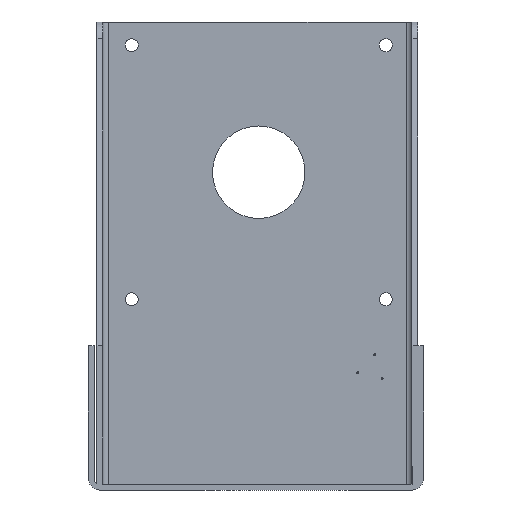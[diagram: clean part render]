
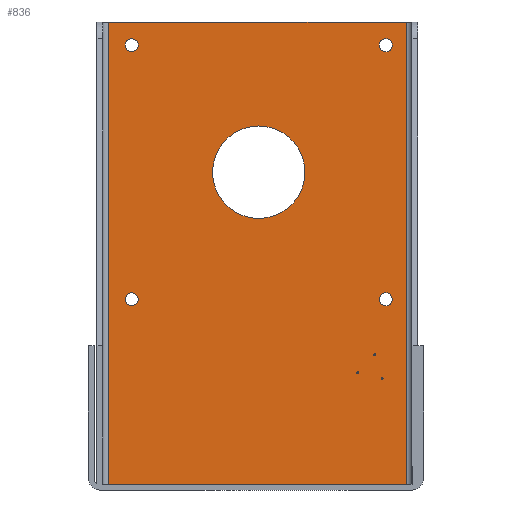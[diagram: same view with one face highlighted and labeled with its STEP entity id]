
A CAD part, front view. The second image highlights one B-rep face of the part: STEP entity #836.
In plain terms, the highlighted planar face has unit normal (0, -1, 0).
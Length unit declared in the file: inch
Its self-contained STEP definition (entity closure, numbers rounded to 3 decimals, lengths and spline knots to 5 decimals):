
#589=CARTESIAN_POINT('',(11.5297,4.7643,4.82402));
#590=VERTEX_POINT('',#589);
#591=CARTESIAN_POINT('',(11.5722,4.7643,4.82402));
#592=DIRECTION('',(0.0,1.0,0.0));
#593=DIRECTION('',(1.0,0.0,0.0));
#594=AXIS2_PLACEMENT_3D('',#591,#592,#593);
#595=CIRCLE('',#594,0.0425);
#596=EDGE_CURVE('',#590,#590,#595,.T.);
#609=CARTESIAN_POINT('',(11.21258,4.7643,5.85906));
#610=VERTEX_POINT('',#609);
#611=CARTESIAN_POINT('',(11.25508,4.7643,5.85906));
#612=DIRECTION('',(0.0,1.0,0.0));
#613=DIRECTION('',(1.0,0.0,0.0));
#614=AXIS2_PLACEMENT_3D('',#611,#612,#613);
#615=CIRCLE('',#614,0.0425);
#616=EDGE_CURVE('',#610,#610,#615,.T.);
#637=CARTESIAN_POINT('',(10.47477,4.7643,5.06691));
#638=VERTEX_POINT('',#637);
#639=CARTESIAN_POINT('',(10.51727,4.7643,5.06691));
#640=DIRECTION('',(0.0,1.0,0.0));
#641=DIRECTION('',(1.0,0.0,0.0));
#642=AXIS2_PLACEMENT_3D('',#639,#640,#641);
#643=CIRCLE('',#642,0.0425);
#644=EDGE_CURVE('',#638,#638,#643,.T.);
#657=CARTESIAN_POINT('',(11.4536,4.7643,8.25));
#658=VERTEX_POINT('',#657);
#659=CARTESIAN_POINT('',(11.73485,4.7643,8.25));
#660=DIRECTION('',(0.0,1.0,0.0));
#661=DIRECTION('',(1.0,0.0,0.0));
#662=AXIS2_PLACEMENT_3D('',#659,#660,#661);
#663=CIRCLE('',#662,0.28125);
#664=EDGE_CURVE('',#658,#658,#663,.T.);
#677=CARTESIAN_POINT('',(0.4536,4.7643,19.25));
#678=VERTEX_POINT('',#677);
#679=CARTESIAN_POINT('',(0.73485,4.7643,19.25));
#680=DIRECTION('',(0.0,1.0,0.0));
#681=DIRECTION('',(1.0,0.0,0.0));
#682=AXIS2_PLACEMENT_3D('',#679,#680,#681);
#683=CIRCLE('',#682,0.28125);
#684=EDGE_CURVE('',#678,#678,#683,.T.);
#697=CARTESIAN_POINT('',(0.4536,4.7643,8.25));
#698=VERTEX_POINT('',#697);
#699=CARTESIAN_POINT('',(0.73485,4.7643,8.25));
#700=DIRECTION('',(0.0,1.0,0.0));
#701=DIRECTION('',(1.0,0.0,0.0));
#702=AXIS2_PLACEMENT_3D('',#699,#700,#701);
#703=CIRCLE('',#702,0.28125);
#704=EDGE_CURVE('',#698,#698,#703,.T.);
#717=CARTESIAN_POINT('',(11.4536,4.7643,19.25));
#718=VERTEX_POINT('',#717);
#719=CARTESIAN_POINT('',(11.73485,4.7643,19.25));
#720=DIRECTION('',(0.0,1.0,0.0));
#721=DIRECTION('',(1.0,0.0,0.0));
#722=AXIS2_PLACEMENT_3D('',#719,#720,#721);
#723=CIRCLE('',#722,0.28125);
#724=EDGE_CURVE('',#718,#718,#723,.T.);
#747=CARTESIAN_POINT('',(12.61485,4.7643,20.25));
#748=VERTEX_POINT('',#747);
#756=CARTESIAN_POINT('',(12.61485,4.7643,0.25));
#757=VERTEX_POINT('',#756);
#758=CARTESIAN_POINT('',(12.61485,4.7643,0.25));
#759=DIRECTION('',(0.0,0.0,1.0));
#760=VECTOR('',#759,20.);
#761=LINE('',#758,#760);
#762=EDGE_CURVE('',#757,#748,#761,.T.);
#774=CARTESIAN_POINT('',(6.17485,4.7643,10.25));
#775=DIRECTION('',(0.0,-1.0,0.0));
#776=DIRECTION('',(-1.0,0.0,0.0));
#777=AXIS2_PLACEMENT_3D('',#774,#775,#776);
#778=PLANE('',#777);
#779=ORIENTED_EDGE('',*,*,#762,.T.);
#780=CARTESIAN_POINT('',(-0.26515,4.7643,20.25));
#781=VERTEX_POINT('',#780);
#782=CARTESIAN_POINT('',(-0.26515,4.7643,20.25));
#783=DIRECTION('',(1.0,0.0,0.0));
#784=VECTOR('',#783,12.88);
#785=LINE('',#782,#784);
#786=EDGE_CURVE('',#781,#748,#785,.T.);
#787=ORIENTED_EDGE('',*,*,#786,.F.);
#788=CARTESIAN_POINT('',(-0.26515,4.7643,0.25));
#789=VERTEX_POINT('',#788);
#790=CARTESIAN_POINT('',(-0.26515,4.7643,20.25));
#791=DIRECTION('',(0.0,0.0,-1.0));
#792=VECTOR('',#791,20.);
#793=LINE('',#790,#792);
#794=EDGE_CURVE('',#781,#789,#793,.T.);
#795=ORIENTED_EDGE('',*,*,#794,.T.);
#796=CARTESIAN_POINT('',(12.61485,4.7643,0.25));
#797=DIRECTION('',(-1.0,0.0,0.0));
#798=VECTOR('',#797,12.88);
#799=LINE('',#796,#798);
#800=EDGE_CURVE('',#757,#789,#799,.T.);
#801=ORIENTED_EDGE('',*,*,#800,.F.);
#802=EDGE_LOOP('',(#779,#787,#795,#801));
#803=FACE_OUTER_BOUND('',#802,.T.);
#804=ORIENTED_EDGE('',*,*,#596,.T.);
#805=EDGE_LOOP('',(#804));
#806=FACE_BOUND('',#805,.T.);
#807=ORIENTED_EDGE('',*,*,#616,.T.);
#808=EDGE_LOOP('',(#807));
#809=FACE_BOUND('',#808,.T.);
#810=ORIENTED_EDGE('',*,*,#644,.T.);
#811=EDGE_LOOP('',(#810));
#812=FACE_BOUND('',#811,.T.);
#813=ORIENTED_EDGE('',*,*,#664,.T.);
#814=EDGE_LOOP('',(#813));
#815=FACE_BOUND('',#814,.T.);
#816=ORIENTED_EDGE('',*,*,#684,.T.);
#817=EDGE_LOOP('',(#816));
#818=FACE_BOUND('',#817,.T.);
#819=ORIENTED_EDGE('',*,*,#704,.T.);
#820=EDGE_LOOP('',(#819));
#821=FACE_BOUND('',#820,.T.);
#822=ORIENTED_EDGE('',*,*,#724,.T.);
#823=EDGE_LOOP('',(#822));
#824=FACE_BOUND('',#823,.T.);
#825=CARTESIAN_POINT('',(4.23485,4.7643,13.75));
#826=VERTEX_POINT('',#825);
#827=CARTESIAN_POINT('',(6.23485,4.7643,13.75));
#828=DIRECTION('',(0.0,1.0,0.0));
#829=DIRECTION('',(1.0,0.0,0.0));
#830=AXIS2_PLACEMENT_3D('',#827,#828,#829);
#831=CIRCLE('',#830,2.0);
#832=EDGE_CURVE('',#826,#826,#831,.T.);
#833=ORIENTED_EDGE('',*,*,#832,.T.);
#834=EDGE_LOOP('',(#833));
#835=FACE_BOUND('',#834,.T.);
#836=ADVANCED_FACE('',(#803,#806,#809,#812,#815,#818,#821,#824,#835),#778,.T.);
